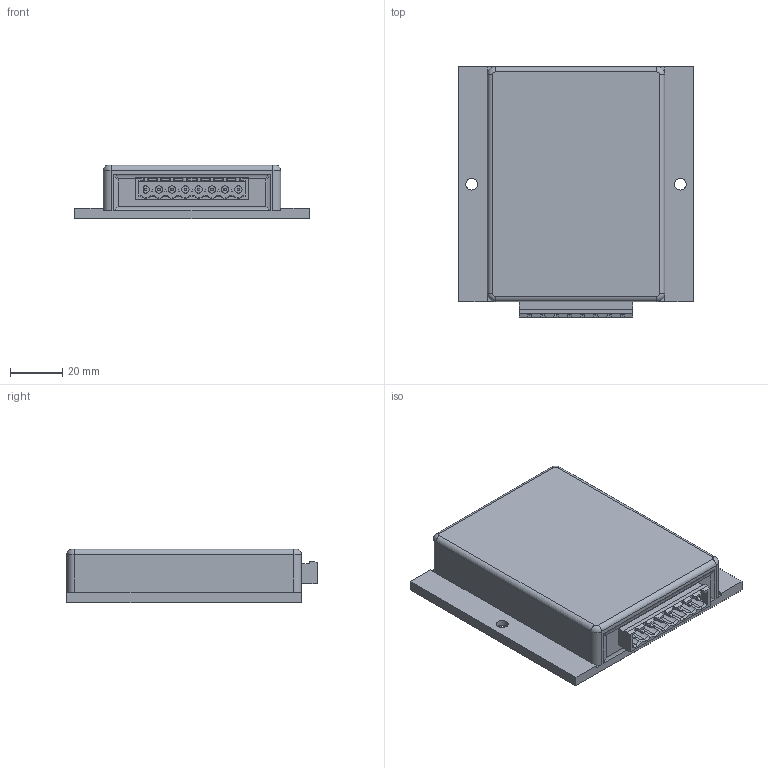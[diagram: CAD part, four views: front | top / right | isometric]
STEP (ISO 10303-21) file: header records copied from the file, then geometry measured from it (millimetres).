
FILE_DESCRIPTION(/* description */ ('Alibre Inc.'),/* implementation_level */ '2;1');
FILE_NAME(/* name */ 'export-E156E1B8-6CFC-4B85-922B-2DB102949C8E',/* time_stamp */ '2020-04-22T13:47:34+02:00',/* author */ (''),/* organization */ (''),/* preprocessor_version */ 'ST-DEVELOPER v17',/* originating_system */ 'Alibre',/* authorisation */ '');
FILE_SCHEMA (('CONFIG_CONTROL_DESIGN'));
Length unit declared in the file: centimetre
Bounding box: 90 x 96 x 20.5 mm (x, y, z)
Volume: 132872.4 mm3; surface area: 24279.9 mm2
Topology: 1 solids, 8 shells, 310 faces, 735 edges, 464 vertices
Faces by surface type: plane 239, cylinder 47, cone 18, torus 4, bspline 2
Full cylindrical faces by diameter (mm): 4.5 x2
Entity records: 8440 total; most frequent: CARTESIAN_POINT 1737, ORIENTED_EDGE 1454, DIRECTION 1021, EDGE_CURVE 727, VECTOR 570, LINE 570, VERTEX_POINT 462, EDGE_LOOP 343
